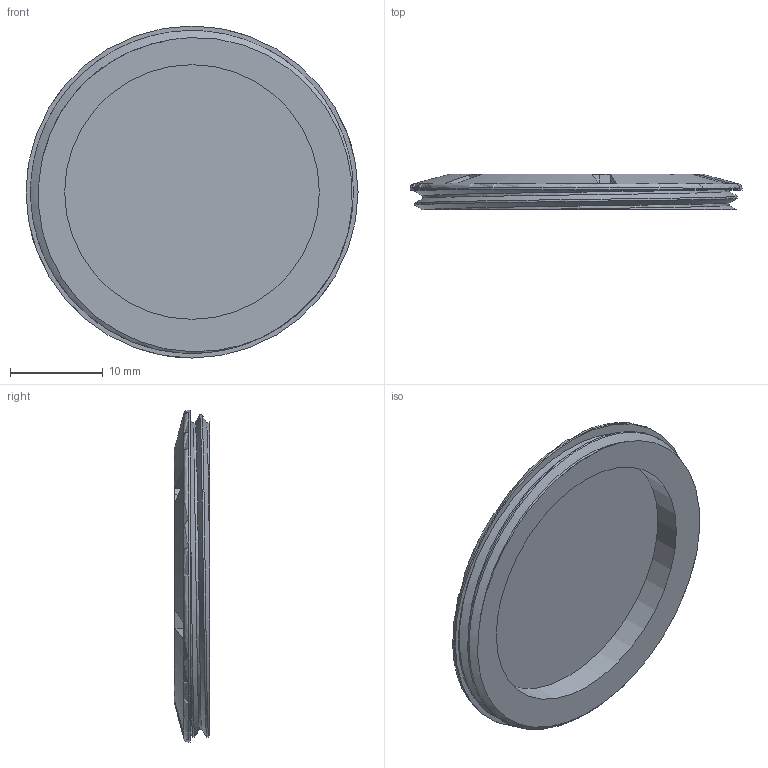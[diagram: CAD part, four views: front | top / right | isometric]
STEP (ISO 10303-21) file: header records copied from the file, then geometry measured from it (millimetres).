
FILE_DESCRIPTION(/* description */ (''),/* implementation_level */ '2;1');
FILE_NAME(/* name */ 'Fond de boite.step',/* time_stamp */ '2024-07-30T23:12:25+02:00',/* author */ (''),/* organization */ (''),/* preprocessor_version */ 'ST-DEVELOPER v20',/* originating_system */ 'Autodesk Translation Framework v13.14.0.145',/* authorisation */ '');
FILE_SCHEMA (('AUTOMOTIVE_DESIGN { 1 0 10303 214 3 1 1 }'));
Length unit declared in the file: millimetre
Products named in the file (1): Seiko
Bounding box: 35.85 x 3.81 x 35.85 mm (x, y, z)
Volume: 1685.3 mm3; surface area: 2733.1 mm2
Topology: 1 solids, 1 shells, 43 faces, 105 edges, 66 vertices
Faces by surface type: plane 32, cylinder 7, bspline 2, torus 1, cone 1
Full cylindrical faces by diameter (mm): 27.5 x1, 34.85 x1, 35.85 x1
Entity records: 2133 total; most frequent: CARTESIAN_POINT 1157, ORIENTED_EDGE 210, DIRECTION 178, EDGE_CURVE 105, AXIS2_PLACEMENT_3D 67, VERTEX_POINT 66, EDGE_LOOP 45, LINE 44
